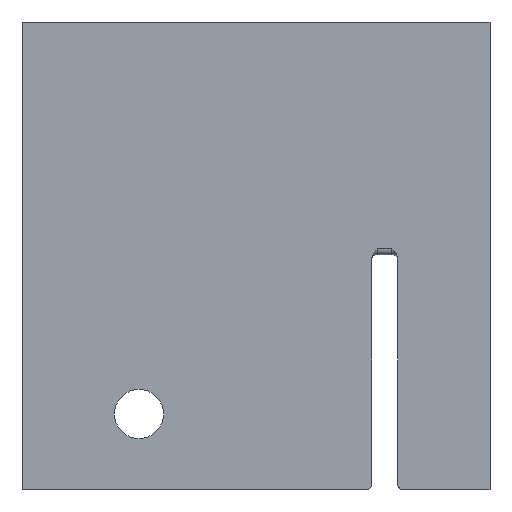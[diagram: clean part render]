
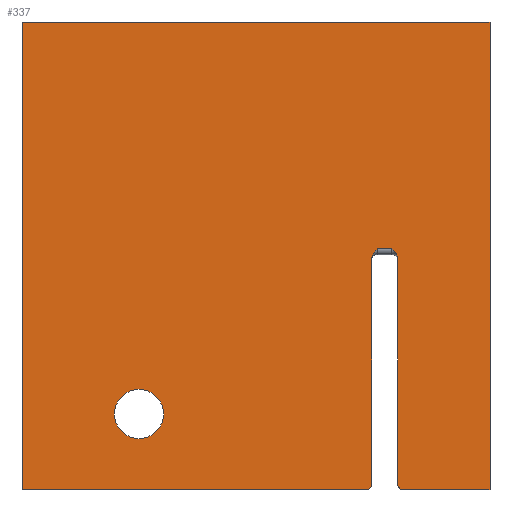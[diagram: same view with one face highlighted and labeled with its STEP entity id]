
A CAD part, front view. The second image highlights one B-rep face of the part: STEP entity #337.
In plain terms, the highlighted planar face has unit normal (0, -1, 0).
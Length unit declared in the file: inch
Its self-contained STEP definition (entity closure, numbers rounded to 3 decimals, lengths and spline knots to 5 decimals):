
#2 = EDGE_CURVE ( 'NONE', #518, #595, #483, .T. ) ;
#3 = DIRECTION ( 'NONE',  ( 0., -1., 0. ) ) ;
#5 = CIRCLE ( 'NONE', #646, 0.125 ) ;
#9 = VECTOR ( 'NONE', #322, 39.37008 ) ;
#10 = ORIENTED_EDGE ( 'NONE', *, *, #361, .T. ) ;
#13 = VECTOR ( 'NONE', #468, 39.37008 ) ;
#15 = CARTESIAN_POINT ( 'NONE',  ( 2.93533, -0.25, -4.87533 ) ) ;
#26 = CARTESIAN_POINT ( 'NONE',  ( 2.345, -0.25, -10. ) ) ;
#32 = AXIS2_PLACEMENT_3D ( 'NONE', #199, #94, #88 ) ;
#33 = VERTEX_POINT ( 'NONE', #222 ) ;
#48 = CARTESIAN_POINT ( 'NONE',  ( 2.47, -0.25, -5.06151 ) ) ;
#51 = CARTESIAN_POINT ( 'NONE',  ( 2.49858, -0.25, -4.95938 ) ) ;
#55 = CARTESIAN_POINT ( 'NONE',  ( 2.47, -0.25, -9.875 ) ) ;
#56 = CARTESIAN_POINT ( 'NONE',  ( -2.5, -0.25, -8.37598 ) ) ;
#64 = FACE_OUTER_BOUND ( 'NONE', #593, .T. ) ;
#69 = CARTESIAN_POINT ( 'NONE',  ( 3.155, -0.25, -10. ) ) ;
#78 = VECTOR ( 'NONE', #190, 39.37008 ) ;
#80 = CARTESIAN_POINT ( 'NONE',  ( 3.02589, -0.25, -5.01889 ) ) ;
#81 = CARTESIAN_POINT ( 'NONE',  ( 2.905, -0.25, -4.845 ) ) ;
#86 = VERTEX_POINT ( 'NONE', #705 ) ;
#87 = AXIS2_PLACEMENT_3D ( 'NONE', #617, #3, #221 ) ;
#88 = DIRECTION ( 'NONE',  ( 0., 0., -1. ) ) ;
#93 = ORIENTED_EDGE ( 'NONE', *, *, #489, .F. ) ;
#94 = DIRECTION ( 'NONE',  ( 0., 1., 0. ) ) ;
#102 = LINE ( 'NONE', #611, #9 ) ;
#105 = EDGE_CURVE ( 'NONE', #250, #86, #590, .T. ) ;
#112 = CARTESIAN_POINT ( 'NONE',  ( 2.57984, -0.25, -4.86016 ) ) ;
#119 = CARTESIAN_POINT ( 'NONE',  ( -5., -0.25, -10. ) ) ;
#121 = VERTEX_POINT ( 'NONE', #26 ) ;
#129 = VECTOR ( 'NONE', #410, 39.37008 ) ;
#131 = CARTESIAN_POINT ( 'NONE',  ( 3.03, -0.25, -10. ) ) ;
#135 = ORIENTED_EDGE ( 'NONE', *, *, #527, .T. ) ;
#145 = VERTEX_POINT ( 'NONE', #81 ) ;
#160 = LINE ( 'NONE', #272, #409 ) ;
#162 = DIRECTION ( 'NONE',  ( 0., 0., -1. ) ) ;
#164 = CARTESIAN_POINT ( 'NONE',  ( 2.47, -0.25, -5.06151 ) ) ;
#172 = CARTESIAN_POINT ( 'NONE',  ( 2.52224, -0.25, -4.92381 ) ) ;
#190 = DIRECTION ( 'NONE',  ( 0., 0., 1. ) ) ;
#194 = DIRECTION ( 'NONE',  ( 0., -1., 0. ) ) ;
#197 = EDGE_LOOP ( 'NONE', ( #529, #333 ) ) ;
#199 = CARTESIAN_POINT ( 'NONE',  ( -2.5, -0.25, -8.37598 ) ) ;
#213 = EDGE_CURVE ( 'NONE', #121, #411, #543, .T. ) ;
#221 = DIRECTION ( 'NONE',  ( 0., 0., -1. ) ) ;
#222 = CARTESIAN_POINT ( 'NONE',  ( 5., -0.25, -10. ) ) ;
#229 = CARTESIAN_POINT ( 'NONE',  ( 2.56487, -0.25, -4.8755 ) ) ;
#233 = DIRECTION ( 'NONE',  ( 0., 0., -1. ) ) ;
#239 = CARTESIAN_POINT ( 'NONE',  ( 3.03, -0.25, -5.06151 ) ) ;
#241 = LINE ( 'NONE', #131, #13 ) ;
#248 = ORIENTED_EDGE ( 'NONE', *, *, #395, .F. ) ;
#250 = VERTEX_POINT ( 'NONE', #605 ) ;
#259 = VERTEX_POINT ( 'NONE', #48 ) ;
#272 = CARTESIAN_POINT ( 'NONE',  ( 3.03, -0.25, -4.845 ) ) ;
#276 = DIRECTION ( 'NONE',  ( 0., 1., 0. ) ) ;
#278 = EDGE_CURVE ( 'NONE', #362, #259, #102, .T. ) ;
#285 = PLANE ( 'NONE',  #87 ) ;
#294 = CARTESIAN_POINT ( 'NONE',  ( 2.905, -0.25, -4.845 ) ) ;
#311 = DIRECTION ( 'NONE',  ( 0., 0., -1. ) ) ;
#322 = DIRECTION ( 'NONE',  ( 0., 0., 1. ) ) ;
#325 = VECTOR ( 'NONE', #577, 39.37008 ) ;
#326 = EDGE_CURVE ( 'NONE', #353, #145, #160, .T. ) ;
#333 = ORIENTED_EDGE ( 'NONE', *, *, #2, .T. ) ;
#337 = ADVANCED_FACE ( 'NONE', ( #64, #736 ), #285, .T. ) ;
#353 = VERTEX_POINT ( 'NONE', #503 ) ;
#356 = CARTESIAN_POINT ( 'NONE',  ( 3.00142, -0.25, -4.95938 ) ) ;
#357 = B_SPLINE_CURVE_WITH_KNOTS ( 'NONE', 3,
 ( #294, #461, #15, #408, #701, #356, #581, #80, #528, #239 ),
 .UNSPECIFIED., .F., .F.,
 ( 4, 2, 2, 2, 4 ),
 ( -0.00001, 0.00162, 0.00325, 0.00489, 0.00652 ),
 .UNSPECIFIED. ) ;
#361 = EDGE_CURVE ( 'NONE', #259, #353, #675, .T. ) ;
#362 = VERTEX_POINT ( 'NONE', #55 ) ;
#375 = CARTESIAN_POINT ( 'NONE',  ( 2.345, -0.25, -9.875 ) ) ;
#388 = ORIENTED_EDGE ( 'NONE', *, *, #213, .F. ) ;
#389 = CARTESIAN_POINT ( 'NONE',  ( 2.47, -0.25, -5.03984 ) ) ;
#390 = CARTESIAN_POINT ( 'NONE',  ( 2.53592, -0.25, -4.90709 ) ) ;
#392 = ORIENTED_EDGE ( 'NONE', *, *, #105, .F. ) ;
#395 = EDGE_CURVE ( 'NONE', #86, #33, #565, .T. ) ;
#400 = ORIENTED_EDGE ( 'NONE', *, *, #326, .T. ) ;
#404 = CIRCLE ( 'NONE', #596, 0.125 ) ;
#405 = CIRCLE ( 'NONE', #32, 0.525 ) ;
#406 = ORIENTED_EDGE ( 'NONE', *, *, #470, .T. ) ;
#408 = CARTESIAN_POINT ( 'NONE',  ( 2.96408, -0.25, -4.90709 ) ) ;
#409 = VECTOR ( 'NONE', #555, 39.37008 ) ;
#410 = DIRECTION ( 'NONE',  ( 1., 0., 0. ) ) ;
#411 = VERTEX_POINT ( 'NONE', #119 ) ;
#418 = CARTESIAN_POINT ( 'NONE',  ( -2.5, -0.25, -8.90098 ) ) ;
#426 = ORIENTED_EDGE ( 'NONE', *, *, #569, .T. ) ;
#427 = DIRECTION ( 'NONE',  ( 0., 0., -1. ) ) ;
#432 = CARTESIAN_POINT ( 'NONE',  ( 3.155, -0.25, -9.875 ) ) ;
#433 = CARTESIAN_POINT ( 'NONE',  ( -5., -0.25, -10. ) ) ;
#436 = CARTESIAN_POINT ( 'NONE',  ( -2.5, -0.25, -7.85098 ) ) ;
#437 = DIRECTION ( 'NONE',  ( -1., 0., 0. ) ) ;
#446 = VECTOR ( 'NONE', #233, 39.37008 ) ;
#452 = VERTEX_POINT ( 'NONE', #524 ) ;
#457 = CARTESIAN_POINT ( 'NONE',  ( 2.58746, -0.25, -4.85254 ) ) ;
#461 = CARTESIAN_POINT ( 'NONE',  ( 2.92015, -0.25, -4.86015 ) ) ;
#463 = ORIENTED_EDGE ( 'NONE', *, *, #629, .T. ) ;
#468 = DIRECTION ( 'NONE',  ( 0., 0., -1. ) ) ;
#470 = EDGE_CURVE ( 'NONE', #145, #568, #357, .T. ) ;
#483 = CIRCLE ( 'NONE', #698, 0.525 ) ;
#489 = EDGE_CURVE ( 'NONE', #411, #250, #643, .T. ) ;
#503 = CARTESIAN_POINT ( 'NONE',  ( 2.595, -0.25, -4.845 ) ) ;
#510 = ORIENTED_EDGE ( 'NONE', *, *, #278, .T. ) ;
#515 = EDGE_CURVE ( 'NONE', #33, #526, #708, .T. ) ;
#518 = VERTEX_POINT ( 'NONE', #418 ) ;
#524 = CARTESIAN_POINT ( 'NONE',  ( 3.03, -0.25, -9.875 ) ) ;
#526 = VERTEX_POINT ( 'NONE', #69 ) ;
#527 = EDGE_CURVE ( 'NONE', #568, #452, #241, .T. ) ;
#528 = CARTESIAN_POINT ( 'NONE',  ( 3.03, -0.25, -5.03984 ) ) ;
#529 = ORIENTED_EDGE ( 'NONE', *, *, #659, .T. ) ;
#533 = CARTESIAN_POINT ( 'NONE',  ( -5., -0.25, -10. ) ) ;
#543 = LINE ( 'NONE', #433, #636 ) ;
#555 = DIRECTION ( 'NONE',  ( 1., 0., 0. ) ) ;
#558 = CARTESIAN_POINT ( 'NONE',  ( 2.48856, -0.25, -4.97818 ) ) ;
#563 = CARTESIAN_POINT ( 'NONE',  ( 2.595, -0.25, -4.845 ) ) ;
#565 = LINE ( 'NONE', #570, #446 ) ;
#568 = VERTEX_POINT ( 'NONE', #718 ) ;
#569 = EDGE_CURVE ( 'NONE', #121, #362, #5, .T. ) ;
#570 = CARTESIAN_POINT ( 'NONE',  ( 5., -0.25, 0. ) ) ;
#577 = DIRECTION ( 'NONE',  ( -1., 0., 0. ) ) ;
#581 = CARTESIAN_POINT ( 'NONE',  ( 3.01144, -0.25, -4.97818 ) ) ;
#590 = LINE ( 'NONE', #715, #129 ) ;
#593 = EDGE_LOOP ( 'NONE', ( #388, #426, #510, #10, #400, #406, #135, #463, #599, #248, #392, #93 ) ) ;
#595 = VERTEX_POINT ( 'NONE', #436 ) ;
#596 = AXIS2_PLACEMENT_3D ( 'NONE', #432, #194, #427 ) ;
#599 = ORIENTED_EDGE ( 'NONE', *, *, #515, .F. ) ;
#605 = CARTESIAN_POINT ( 'NONE',  ( -5., -0.25, 0. ) ) ;
#611 = CARTESIAN_POINT ( 'NONE',  ( 2.47, -0.25, -10. ) ) ;
#617 = CARTESIAN_POINT ( 'NONE',  ( 0., -0.25, 0. ) ) ;
#622 = CARTESIAN_POINT ( 'NONE',  ( 2.47411, -0.25, -5.01889 ) ) ;
#625 = CARTESIAN_POINT ( 'NONE',  ( 2.55749, -0.25, -4.88327 ) ) ;
#629 = EDGE_CURVE ( 'NONE', #452, #526, #404, .T. ) ;
#636 = VECTOR ( 'NONE', #437, 39.37008 ) ;
#643 = LINE ( 'NONE', #645, #78 ) ;
#645 = CARTESIAN_POINT ( 'NONE',  ( -5., -0.25, 0. ) ) ;
#646 = AXIS2_PLACEMENT_3D ( 'NONE', #375, #662, #311 ) ;
#659 = EDGE_CURVE ( 'NONE', #595, #518, #405, .T. ) ;
#662 = DIRECTION ( 'NONE',  ( 0., -1., 0. ) ) ;
#675 = B_SPLINE_CURVE_WITH_KNOTS ( 'NONE', 3,
 ( #164, #389, #622, #558, #51, #172, #390, #625, #229, #112, #457, #563 ),
 .UNSPECIFIED., .F., .F.,
 ( 4, 2, 2, 2, 2, 4 ),
 ( 0., 0.00163, 0.00325, 0.00488, 0.00569, 0.0065 ),
 .UNSPECIFIED. ) ;
#698 = AXIS2_PLACEMENT_3D ( 'NONE', #56, #276, #162 ) ;
#701 = CARTESIAN_POINT ( 'NONE',  ( 2.97776, -0.25, -4.92381 ) ) ;
#705 = CARTESIAN_POINT ( 'NONE',  ( 5., -0.25, 0. ) ) ;
#708 = LINE ( 'NONE', #533, #325 ) ;
#715 = CARTESIAN_POINT ( 'NONE',  ( -5., -0.25, 0. ) ) ;
#718 = CARTESIAN_POINT ( 'NONE',  ( 3.03, -0.25, -5.06151 ) ) ;
#736 = FACE_BOUND ( 'NONE', #197, .T. ) ;
